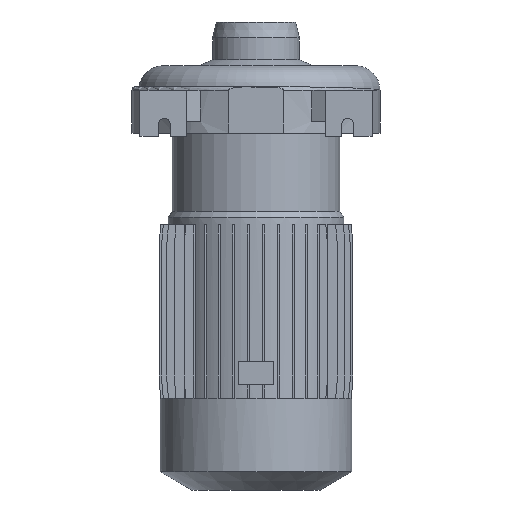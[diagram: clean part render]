
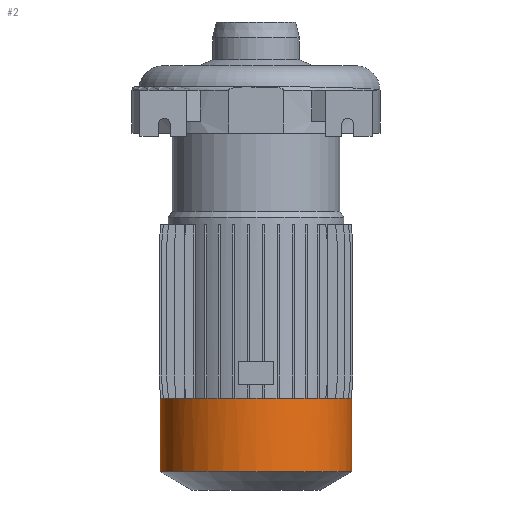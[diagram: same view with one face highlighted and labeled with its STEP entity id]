
A CAD part, front view. The second image highlights one B-rep face of the part: STEP entity #2.
In plain terms, the highlighted cylindrical face has radius 78.5 mm (diameter 157 mm), a partial arc.
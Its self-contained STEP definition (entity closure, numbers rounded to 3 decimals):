
#2 = ADVANCED_FACE ( 'NONE', ( #687 ), #7249, .T. ) ;
#55 = CIRCLE ( 'NONE', #2619, 78.5 ) ;
#266 = DIRECTION ( 'NONE',  ( 1., 0., 0. ) ) ;
#566 = ORIENTED_EDGE ( 'NONE', *, *, #8566, .T. ) ;
#687 = FACE_OUTER_BOUND ( 'NONE', #4163, .T. ) ;
#1058 = DIRECTION ( 'NONE',  ( 0., 0., 1. ) ) ;
#2597 = DIRECTION ( 'NONE',  ( 1., 0., 0. ) ) ;
#2616 = EDGE_CURVE ( 'NONE', #7687, #7312, #2766, .T. ) ;
#2619 = AXIS2_PLACEMENT_3D ( 'NONE', #7484, #2651, #6571 ) ;
#2651 = DIRECTION ( 'NONE',  ( 0., 0., 1. ) ) ;
#2766 = LINE ( 'NONE', #3869, #5007 ) ;
#2938 = CARTESIAN_POINT ( 'NONE',  ( 78.5, 0., -252. ) ) ;
#3244 = AXIS2_PLACEMENT_3D ( 'NONE', #11007, #5412, #2597 ) ;
#3869 = CARTESIAN_POINT ( 'NONE',  ( -78.5, 0., 56. ) ) ;
#3962 = CIRCLE ( 'NONE', #6889, 78.5 ) ;
#4163 = EDGE_LOOP ( 'NONE', ( #10391, #566, #4937, #10374 ) ) ;
#4937 = ORIENTED_EDGE ( 'NONE', *, *, #8812, .T. ) ;
#5007 = VECTOR ( 'NONE', #5641, 1000. ) ;
#5060 = CARTESIAN_POINT ( 'NONE',  ( 0., 0., -312. ) ) ;
#5412 = DIRECTION ( 'NONE',  ( 0., 0., 1. ) ) ;
#5594 = VERTEX_POINT ( 'NONE', #11198 ) ;
#5641 = DIRECTION ( 'NONE',  ( 0., 0., 1. ) ) ;
#5723 = CARTESIAN_POINT ( 'NONE',  ( 78.5, 0., 56. ) ) ;
#6481 = CARTESIAN_POINT ( 'NONE',  ( -78.5, 0., -252. ) ) ;
#6571 = DIRECTION ( 'NONE',  ( 1., 0., 0. ) ) ;
#6646 = LINE ( 'NONE', #5723, #6701 ) ;
#6701 = VECTOR ( 'NONE', #1058, 1000. ) ;
#6889 = AXIS2_PLACEMENT_3D ( 'NONE', #5060, #8806, #266 ) ;
#7249 = CYLINDRICAL_SURFACE ( 'NONE', #3244, 78.5 ) ;
#7312 = VERTEX_POINT ( 'NONE', #6481 ) ;
#7484 = CARTESIAN_POINT ( 'NONE',  ( 0., 0., -252. ) ) ;
#7687 = VERTEX_POINT ( 'NONE', #10840 ) ;
#8566 = EDGE_CURVE ( 'NONE', #7687, #5594, #3962, .T. ) ;
#8806 = DIRECTION ( 'NONE',  ( 0., 0., 1. ) ) ;
#8812 = EDGE_CURVE ( 'NONE', #5594, #9249, #6646, .T. ) ;
#9249 = VERTEX_POINT ( 'NONE', #2938 ) ;
#10374 = ORIENTED_EDGE ( 'NONE', *, *, #11275, .F. ) ;
#10391 = ORIENTED_EDGE ( 'NONE', *, *, #2616, .F. ) ;
#10840 = CARTESIAN_POINT ( 'NONE',  ( -78.5, 0., -312. ) ) ;
#11007 = CARTESIAN_POINT ( 'NONE',  ( 0., 0., 56. ) ) ;
#11198 = CARTESIAN_POINT ( 'NONE',  ( 78.5, 0., -312. ) ) ;
#11275 = EDGE_CURVE ( 'NONE', #7312, #9249, #55, .T. ) ;
